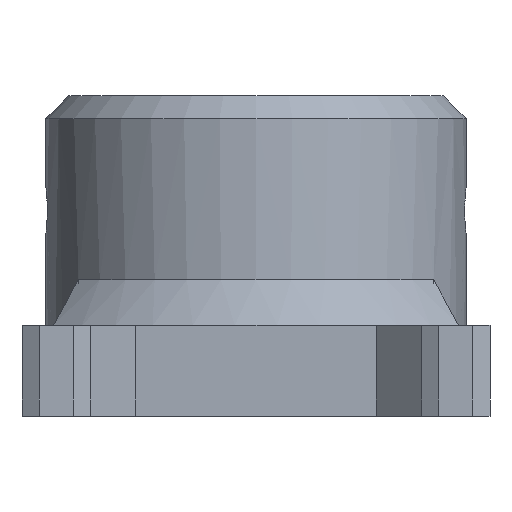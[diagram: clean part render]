
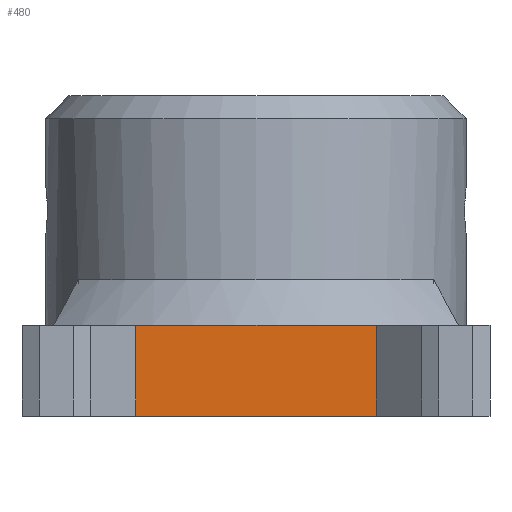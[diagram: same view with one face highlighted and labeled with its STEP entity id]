
A CAD part, front view. The second image highlights one B-rep face of the part: STEP entity #480.
In plain terms, the highlighted planar face has unit normal (0, -1, 0).
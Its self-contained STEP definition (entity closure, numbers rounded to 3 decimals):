
#1 = ORIENTED_EDGE ( 'NONE', *, *, #818, .F. ) ;
#90 = VECTOR ( 'NONE', #543, 1000. ) ;
#91 = CARTESIAN_POINT ( 'NONE',  ( 14.6, -26.5, -8. ) ) ;
#134 = ORIENTED_EDGE ( 'NONE', *, *, #719, .T. ) ;
#150 = DIRECTION ( 'NONE',  ( -1., 0., 0. ) ) ;
#152 = CARTESIAN_POINT ( 'NONE',  ( 10.6, -26.5, 0. ) ) ;
#301 = LINE ( 'NONE', #1776, #1787 ) ;
#427 = VECTOR ( 'NONE', #150, 1000. ) ;
#480 = ADVANCED_FACE ( 'NONE', ( #797 ), #2317, .F. ) ;
#495 = CARTESIAN_POINT ( 'NONE',  ( -10.6, -26.5, -8. ) ) ;
#511 = EDGE_LOOP ( 'NONE', ( #1, #134, #2312, #1805 ) ) ;
#543 = DIRECTION ( 'NONE',  ( 0., 0., -1. ) ) ;
#719 = EDGE_CURVE ( 'NONE', #1688, #1235, #1855, .T. ) ;
#770 = CARTESIAN_POINT ( 'NONE',  ( -10.6, -26.5, 0. ) ) ;
#797 = FACE_OUTER_BOUND ( 'NONE', #511, .T. ) ;
#800 = DIRECTION ( 'NONE',  ( 0., 0., 1. ) ) ;
#818 = EDGE_CURVE ( 'NONE', #1688, #1460, #2243, .T. ) ;
#845 = CARTESIAN_POINT ( 'NONE',  ( 10.6, -26.5, -8. ) ) ;
#906 = DIRECTION ( 'NONE',  ( 0., 0., 1. ) ) ;
#934 = LINE ( 'NONE', #495, #90 ) ;
#1235 = VERTEX_POINT ( 'NONE', #1640 ) ;
#1247 = AXIS2_PLACEMENT_3D ( 'NONE', #91, #2120, #800 ) ;
#1312 = VERTEX_POINT ( 'NONE', #770 ) ;
#1460 = VERTEX_POINT ( 'NONE', #2153 ) ;
#1640 = CARTESIAN_POINT ( 'NONE',  ( 10.6, -26.5, 0. ) ) ;
#1688 = VERTEX_POINT ( 'NONE', #845 ) ;
#1776 = CARTESIAN_POINT ( 'NONE',  ( 14.6, -26.5, 0. ) ) ;
#1787 = VECTOR ( 'NONE', #2146, 1000. ) ;
#1805 = ORIENTED_EDGE ( 'NONE', *, *, #2157, .T. ) ;
#1855 = LINE ( 'NONE', #152, #2050 ) ;
#2001 = EDGE_CURVE ( 'NONE', #1235, #1312, #301, .T. ) ;
#2050 = VECTOR ( 'NONE', #906, 1000. ) ;
#2058 = CARTESIAN_POINT ( 'NONE',  ( 14.6, -26.5, -8. ) ) ;
#2120 = DIRECTION ( 'NONE',  ( 0., 1., 0. ) ) ;
#2146 = DIRECTION ( 'NONE',  ( -1., 0., 0. ) ) ;
#2153 = CARTESIAN_POINT ( 'NONE',  ( -10.6, -26.5, -8. ) ) ;
#2157 = EDGE_CURVE ( 'NONE', #1312, #1460, #934, .T. ) ;
#2243 = LINE ( 'NONE', #2058, #427 ) ;
#2312 = ORIENTED_EDGE ( 'NONE', *, *, #2001, .T. ) ;
#2317 = PLANE ( 'NONE',  #1247 ) ;
